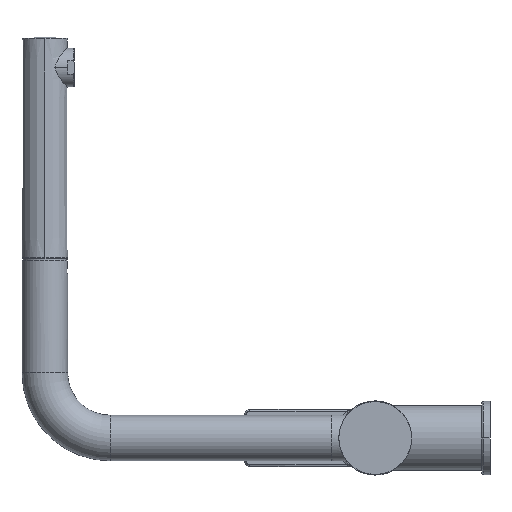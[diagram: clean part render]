
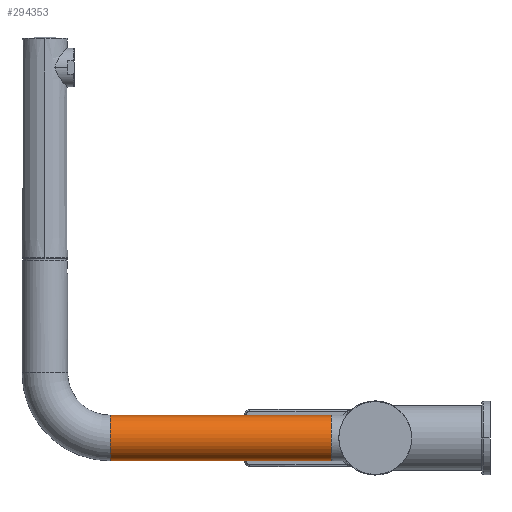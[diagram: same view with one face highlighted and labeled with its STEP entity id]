
A CAD part, left-side view. The second image highlights one B-rep face of the part: STEP entity #294353.
In plain terms, the highlighted cylindrical face has radius 14 mm (diameter 28 mm), a partial arc.
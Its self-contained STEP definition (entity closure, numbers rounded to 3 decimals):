
#145743=CARTESIAN_POINT('',(0.,162.65,0.));
#145744=DIRECTION('',(0.,1.,0.));
#145745=DIRECTION('',(0.,0.,-1.));
#145746=AXIS2_PLACEMENT_3D('',#145743,#145744,#145745);
#145753=DIRECTION('',(0.,1.,0.));
#145754=VECTOR('',#145753,135.8);
#145755=CARTESIAN_POINT('',(0.,26.85,-14.));
#145756=LINE('',#145755,#145754);
#145772=CARTESIAN_POINT('',(0.,26.85,0.));
#145773=DIRECTION('',(0.,1.,0.));
#145774=DIRECTION('',(0.,0.,-1.));
#145775=AXIS2_PLACEMENT_3D('',#145772,#145773,#145774);
#145785=DIRECTION('',(0.,1.,0.));
#145786=VECTOR('',#145785,135.8);
#145787=CARTESIAN_POINT('',(0.,26.85,14.));
#145788=LINE('',#145787,#145786);
#153004=CARTESIAN_POINT('',(0.,162.65,14.));
#153005=CARTESIAN_POINT('',(0.,162.65,-14.));
#153006=VERTEX_POINT('',#153004);
#153007=VERTEX_POINT('',#153005);
#153056=CARTESIAN_POINT('',(0.,26.85,14.));
#153057=CARTESIAN_POINT('',(0.,26.85,-14.));
#153058=VERTEX_POINT('',#153056);
#153059=VERTEX_POINT('',#153057);
#294339=CARTESIAN_POINT('',(0.,26.85,0.));
#294340=DIRECTION('',(0.,1.,0.));
#294341=DIRECTION('',(0.,0.,1.));
#294342=AXIS2_PLACEMENT_3D('',#294339,#294340,#294341);
#294343=CYLINDRICAL_SURFACE('',#294342,14.);
#294345=ORIENTED_EDGE('',*,*,#294344,.F.);
#294347=ORIENTED_EDGE('',*,*,#294346,.T.);
#294348=ORIENTED_EDGE('',*,*,#294322,.T.);
#294350=ORIENTED_EDGE('',*,*,#294349,.F.);
#294351=EDGE_LOOP('',(#294345,#294347,#294348,#294350));
#294352=FACE_OUTER_BOUND('',#294351,.F.);
#294353=ADVANCED_FACE('',(#294352),#294343,.T.);
#145747=CIRCLE('',#145746,14.);
#145776=CIRCLE('',#145775,14.);
#294322=EDGE_CURVE('',#153007,#153006,#145747,.T.);
#294344=EDGE_CURVE('',#153059,#153058,#145776,.T.);
#294346=EDGE_CURVE('',#153059,#153007,#145756,.T.);
#294349=EDGE_CURVE('',#153058,#153006,#145788,.T.);
